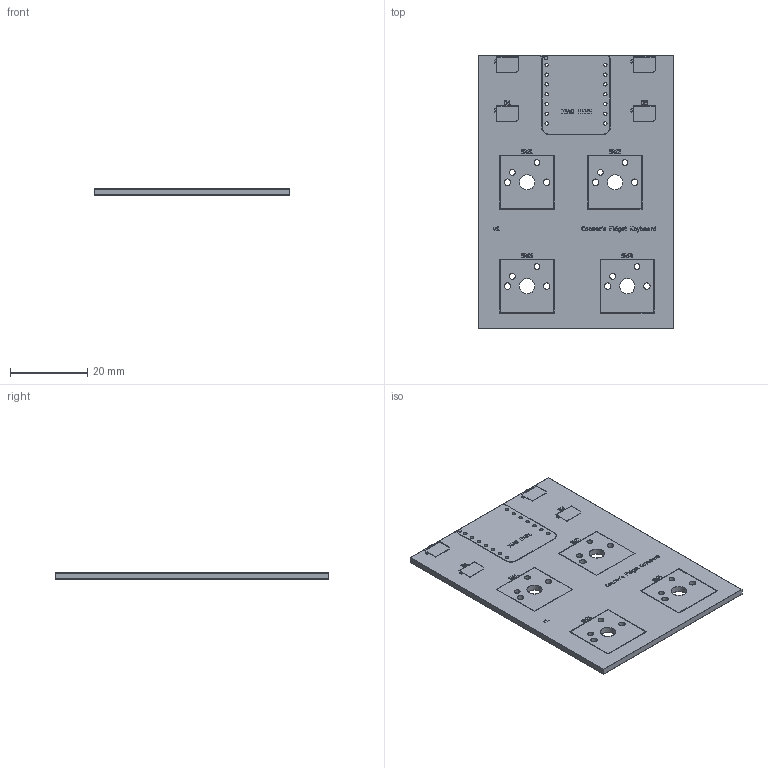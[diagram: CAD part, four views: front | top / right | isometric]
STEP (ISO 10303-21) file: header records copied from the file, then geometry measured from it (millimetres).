
FILE_DESCRIPTION(('KiCad electronic assembly'),'2;1');
FILE_NAME('Hackclub Blueprint.step','2025-12-04T19:31:17',('Pcbnew'),( 'Kicad'),'Open CASCADE STEP processor 7.9','KiCad to STEP converter' ,'Unknown');
FILE_SCHEMA(('AUTOMOTIVE_DESIGN { 1 0 10303 214 1 1 1 1 }'));
Length unit declared in the file: millimetre
Products named in the file (5): Hackclub Blueprint 1; Hackclub Blueprint_silkscreen; Hackclub Blueprint_soldermask; Hackclub Blueprint_PCB
Assembly tree (4 placements, depth 2):
  Hackclub Blueprint 1
    Hackclub Blueprint_silkscreen
    Hackclub Blueprint_soldermask
    Hackclub Blueprint_soldermask
    Hackclub Blueprint_PCB
Bounding box: 50.8 x 71.12 x 1.64 mm (x, y, z)
Volume: 5317.7 mm3; surface area: 14773.7 mm2
Topology: 1 solids, 71 shells, 110 faces, 1357 edges, 1319 vertices
Faces by surface type: plane 76, cylinder 34
Full cylindrical faces by diameter (mm): 0.889 x14, 1.5 x8, 1.7 x8, 4 x4
Entity records: 13377 total; most frequent: CARTESIAN_POINT 2791, DIRECTION 1998, ORIENTED_EDGE 1471, EDGE_CURVE 1357, VERTEX_POINT 1319, LINE 946, VECTOR 946, AXIS2_PLACEMENT_3D 526
